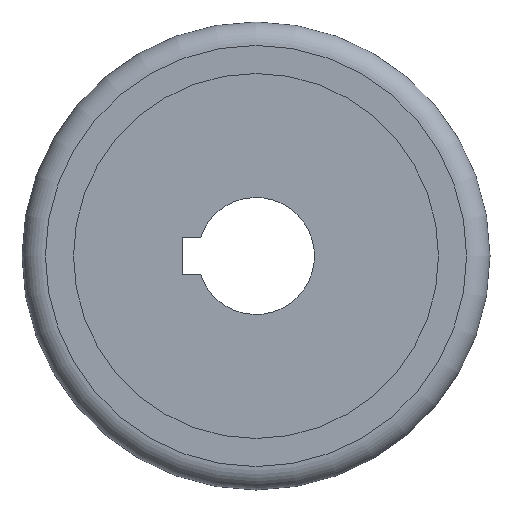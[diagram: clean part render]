
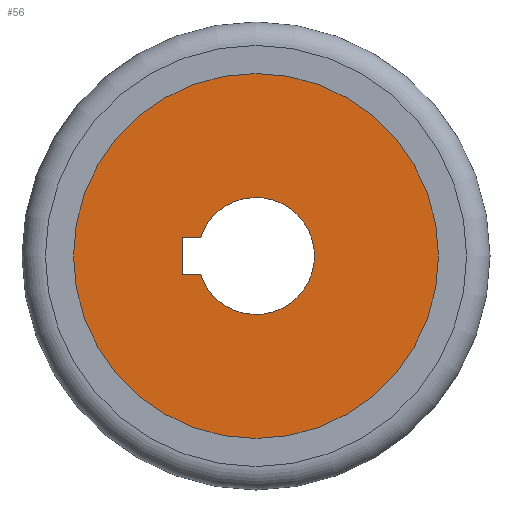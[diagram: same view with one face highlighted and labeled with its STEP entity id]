
A CAD part, left-side view. The second image highlights one B-rep face of the part: STEP entity #56.
In plain terms, the highlighted planar face has unit normal (-1, 0, 0).
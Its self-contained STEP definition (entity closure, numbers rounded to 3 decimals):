
#5 = LINE ( 'NONE', #128, #27 ) ;
#27 = VECTOR ( 'NONE', #100, 1000. ) ;
#45 = ORIENTED_EDGE ( 'NONE', *, *, #250, .F. ) ;
#46 = CARTESIAN_POINT ( 'NONE',  ( -25., 0., 0. ) ) ;
#56 = ADVANCED_FACE ( 'NONE', ( #450, #368 ), #456, .F. ) ;
#73 = DIRECTION ( 'NONE',  ( -1., 0., 0. ) ) ;
#77 = VECTOR ( 'NONE', #164, 1000. ) ;
#95 = EDGE_LOOP ( 'NONE', ( #45, #369, #277, #490 ) ) ;
#100 = DIRECTION ( 'NONE',  ( 0., -1., 0. ) ) ;
#110 = CARTESIAN_POINT ( 'NONE',  ( -25., 0., 39. ) ) ;
#127 = DIRECTION ( 'NONE',  ( -1., 0., 0. ) ) ;
#128 = CARTESIAN_POINT ( 'NONE',  ( -25., 39., 4. ) ) ;
#129 = VERTEX_POINT ( 'NONE', #499 ) ;
#162 = DIRECTION ( 'NONE',  ( 0., 1., 0. ) ) ;
#164 = DIRECTION ( 'NONE',  ( 0., 0., 1. ) ) ;
#171 = VERTEX_POINT ( 'NONE', #187 ) ;
#184 = CARTESIAN_POINT ( 'NONE',  ( -25., 0., 0. ) ) ;
#187 = CARTESIAN_POINT ( 'NONE',  ( -25., 11.843, -4. ) ) ;
#211 = ORIENTED_EDGE ( 'NONE', *, *, #451, .T. ) ;
#217 = CIRCLE ( 'NONE', #320, 12.5 ) ;
#219 = EDGE_LOOP ( 'NONE', ( #211 ) ) ;
#227 = CARTESIAN_POINT ( 'NONE',  ( -25., 15.8, -4. ) ) ;
#239 = VERTEX_POINT ( 'NONE', #227 ) ;
#248 = VERTEX_POINT ( 'NONE', #387 ) ;
#250 = EDGE_CURVE ( 'NONE', #171, #129, #217, .T. ) ;
#258 = DIRECTION ( 'NONE',  ( 0., 0., 1. ) ) ;
#261 = VECTOR ( 'NONE', #162, 1000. ) ;
#277 = ORIENTED_EDGE ( 'NONE', *, *, #324, .T. ) ;
#278 = CARTESIAN_POINT ( 'NONE',  ( -25., 39., -4. ) ) ;
#320 = AXIS2_PLACEMENT_3D ( 'NONE', #184, #73, #356 ) ;
#324 = EDGE_CURVE ( 'NONE', #239, #248, #335, .T. ) ;
#335 = LINE ( 'NONE', #414, #77 ) ;
#341 = EDGE_CURVE ( 'NONE', #171, #239, #376, .T. ) ;
#342 = DIRECTION ( 'NONE',  ( 1., 0., 0. ) ) ;
#356 = DIRECTION ( 'NONE',  ( 0., 0., 1. ) ) ;
#368 = FACE_OUTER_BOUND ( 'NONE', #219, .T. ) ;
#369 = ORIENTED_EDGE ( 'NONE', *, *, #341, .T. ) ;
#376 = LINE ( 'NONE', #278, #261 ) ;
#387 = CARTESIAN_POINT ( 'NONE',  ( -25., 15.8, 4. ) ) ;
#389 = CIRCLE ( 'NONE', #454, 39. ) ;
#405 = EDGE_CURVE ( 'NONE', #248, #129, #5, .T. ) ;
#414 = CARTESIAN_POINT ( 'NONE',  ( -25., 15.8, 0. ) ) ;
#450 = FACE_BOUND ( 'NONE', #95, .T. ) ;
#451 = EDGE_CURVE ( 'NONE', #510, #510, #389, .T. ) ;
#454 = AXIS2_PLACEMENT_3D ( 'NONE', #46, #127, #258 ) ;
#456 = PLANE ( 'NONE',  #480 ) ;
#480 = AXIS2_PLACEMENT_3D ( 'NONE', #493, #342, #496 ) ;
#490 = ORIENTED_EDGE ( 'NONE', *, *, #405, .T. ) ;
#493 = CARTESIAN_POINT ( 'NONE',  ( -25., 39., 0. ) ) ;
#496 = DIRECTION ( 'NONE',  ( 0., 0., -1. ) ) ;
#499 = CARTESIAN_POINT ( 'NONE',  ( -25., 11.843, 4. ) ) ;
#510 = VERTEX_POINT ( 'NONE', #110 ) ;
